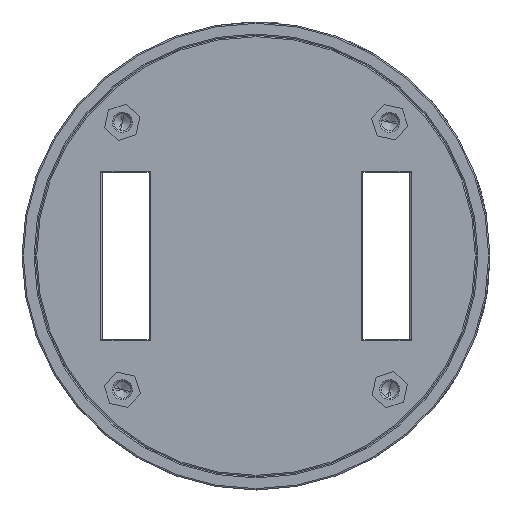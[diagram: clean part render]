
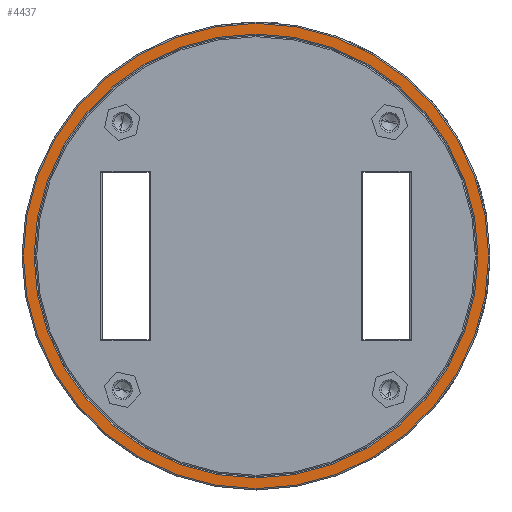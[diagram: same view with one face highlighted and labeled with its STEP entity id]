
A CAD part, front view. The second image highlights one B-rep face of the part: STEP entity #4437.
In plain terms, the highlighted planar face has unit normal (0, -1, 0).
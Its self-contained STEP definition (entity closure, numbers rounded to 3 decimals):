
#568 = ORIENTED_EDGE ( 'NONE', *, *, #10020, .T. ) ;
#1305 = VERTEX_POINT ( 'NONE', #12462 ) ;
#2903 = DIRECTION ( 'NONE',  ( 0., 0., 1. ) ) ;
#3755 = DIRECTION ( 'NONE',  ( 0., 1., 0. ) ) ;
#3956 = CIRCLE ( 'NONE', #11133, 33.2 ) ;
#4208 = DIRECTION ( 'NONE',  ( 0., 0., 1. ) ) ;
#4437 = ADVANCED_FACE ( 'Face2', ( #22035, #21908 ), #12283, .F. ) ;
#4905 = DIRECTION ( 'NONE',  ( 0., 1., 0. ) ) ;
#5562 = DIRECTION ( 'NONE',  ( 0., -1., 0. ) ) ;
#6653 = CARTESIAN_POINT ( 'NONE',  ( 0., 0., 0. ) ) ;
#6745 = CARTESIAN_POINT ( 'NONE',  ( 0., 0., -34.8 ) ) ;
#6932 = VERTEX_POINT ( 'NONE', #21246 ) ;
#7690 = ORIENTED_EDGE ( 'NONE', *, *, #22728, .T. ) ;
#8227 = CIRCLE ( 'NONE', #19397, 33.2 ) ;
#10020 = EDGE_CURVE ( 'NONE', #1305, #6932, #8227, .T. ) ;
#10153 = EDGE_LOOP ( 'NONE', ( #17444, #19328 ) ) ;
#10990 = CIRCLE ( 'NONE', #16571, 34.8 ) ;
#11133 = AXIS2_PLACEMENT_3D ( 'NONE', #21320, #17698, #4208 ) ;
#11257 = CARTESIAN_POINT ( 'NONE',  ( 0., 0., 0. ) ) ;
#11594 = CARTESIAN_POINT ( 'NONE',  ( 0., 0., 34.8 ) ) ;
#11872 = VERTEX_POINT ( 'NONE', #6745 ) ;
#12043 = DIRECTION ( 'NONE',  ( 0., 0., 1. ) ) ;
#12208 = AXIS2_PLACEMENT_3D ( 'NONE', #15060, #5562, #22935 ) ;
#12283 = PLANE ( 'NONE',  #12809 ) ;
#12462 = CARTESIAN_POINT ( 'NONE',  ( 0., 0., -33.2 ) ) ;
#12809 = AXIS2_PLACEMENT_3D ( 'NONE', #6653, #4905, #2903 ) ;
#13793 = DIRECTION ( 'NONE',  ( 0., -1., 0. ) ) ;
#15060 = CARTESIAN_POINT ( 'NONE',  ( 0., 0., 0. ) ) ;
#16571 = AXIS2_PLACEMENT_3D ( 'NONE', #21542, #13793, #12043 ) ;
#17126 = DIRECTION ( 'NONE',  ( 0., 0., 1. ) ) ;
#17274 = EDGE_LOOP ( 'NONE', ( #7690, #568 ) ) ;
#17444 = ORIENTED_EDGE ( 'NONE', *, *, #19084, .T. ) ;
#17698 = DIRECTION ( 'NONE',  ( 0., 1., 0. ) ) ;
#17775 = EDGE_CURVE ( 'NONE', #11872, #19681, #10990, .T. ) ;
#18187 = CIRCLE ( 'NONE', #12208, 34.8 ) ;
#19084 = EDGE_CURVE ( 'NONE', #19681, #11872, #18187, .T. ) ;
#19328 = ORIENTED_EDGE ( 'NONE', *, *, #17775, .T. ) ;
#19397 = AXIS2_PLACEMENT_3D ( 'NONE', #11257, #3755, #17126 ) ;
#19681 = VERTEX_POINT ( 'NONE', #11594 ) ;
#21246 = CARTESIAN_POINT ( 'NONE',  ( 0., 0., 33.2 ) ) ;
#21320 = CARTESIAN_POINT ( 'NONE',  ( 0., 0., 0. ) ) ;
#21542 = CARTESIAN_POINT ( 'NONE',  ( 0., 0., 0. ) ) ;
#21908 = FACE_OUTER_BOUND ( 'NONE', #10153, .T. ) ;
#22035 = FACE_BOUND ( 'NONE', #17274, .T. ) ;
#22728 = EDGE_CURVE ( 'NONE', #6932, #1305, #3956, .T. ) ;
#22935 = DIRECTION ( 'NONE',  ( 0., 0., 1. ) ) ;
